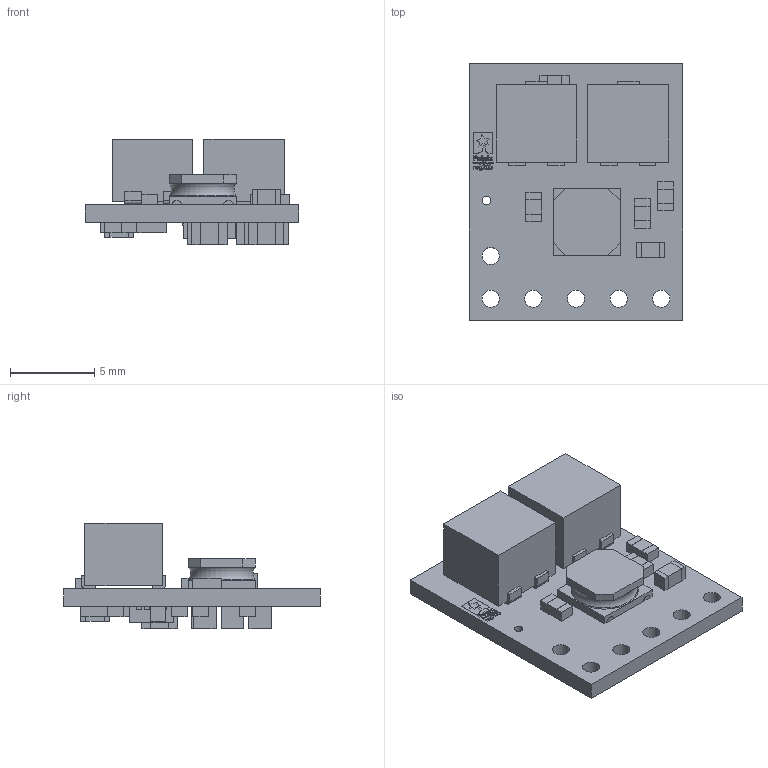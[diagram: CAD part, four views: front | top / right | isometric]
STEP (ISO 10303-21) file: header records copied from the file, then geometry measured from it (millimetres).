
FILE_DESCRIPTION (( 'STEP AP214' ), '1' );
FILE_NAME ('step-up-step-down-voltage-regulator-s9v11x.step', '2017-12-02T02:27:05', ( '' ), ( '' ), 'SwSTEP 2.0', 'SolidWorks 2016', '' );
FILE_SCHEMA (( 'AUTOMOTIVE_DESIGN' ));
Length unit declared in the file: millimetre
Products named in the file (1): step-up-step-down-voltage-regulator-s9v11x
Bounding box: 12.7 x 15.24 x 6.28 mm (x, y, z)
Volume: 431.3 mm3; surface area: 868.2 mm2
Topology: 4 solids, 4 shells, 769 faces, 2085 edges, 1374 vertices
Faces by surface type: plane 574, bspline 156, cylinder 37, cone 1, torus 1
Full cylindrical faces by diameter (mm): 0.508 x1, 1.016 x6, 1.5 x2
Entity records: 38004 total; most frequent: CARTESIAN_POINT 11236, ORIENTED_EDGE 4138, DIRECTION 3005, EDGE_CURVE 2069, VECTOR 1609, LINE 1609, VERTEX_POINT 1370, EDGE_LOOP 869
